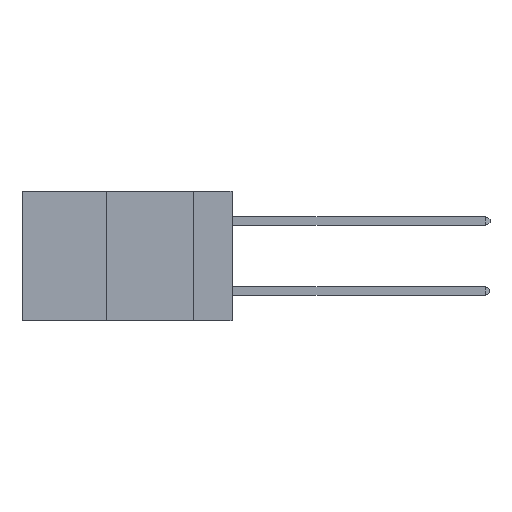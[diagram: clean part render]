
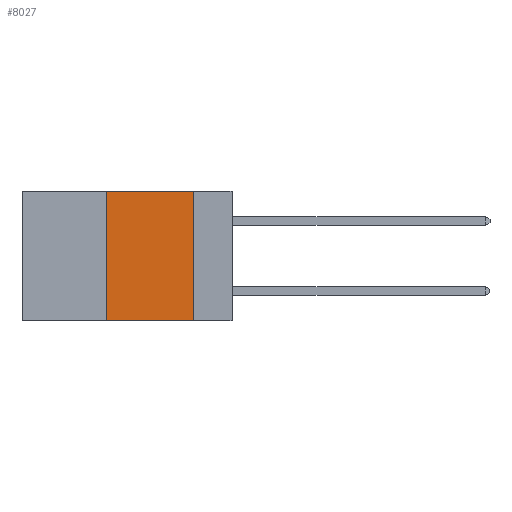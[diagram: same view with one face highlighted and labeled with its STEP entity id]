
A CAD part, left-side view. The second image highlights one B-rep face of the part: STEP entity #8027.
In plain terms, the highlighted planar face has unit normal (-1, 0, 0).
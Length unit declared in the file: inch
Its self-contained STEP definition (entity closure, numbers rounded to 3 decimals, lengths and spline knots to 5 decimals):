
#338 = CARTESIAN_POINT ( 'NONE',  ( 0., 0.11, -0.37 ) ) ;
#415 = CARTESIAN_POINT ( 'NONE',  ( 0., 0.11, 0. ) ) ;
#499 = DIRECTION ( 'NONE',  ( 0., -1., 0. ) ) ;
#623 = VECTOR ( 'NONE', #1829, 39.37008 ) ;
#904 = CARTESIAN_POINT ( 'NONE',  ( 0., 0.6, 0. ) ) ;
#1337 = VERTEX_POINT ( 'NONE', #2113 ) ;
#1385 = DIRECTION ( 'NONE',  ( 0., 0., -1. ) ) ;
#1587 = LINE ( 'NONE', #415, #9715 ) ;
#1829 = DIRECTION ( 'NONE',  ( 0., -1., 0. ) ) ;
#2113 = CARTESIAN_POINT ( 'NONE',  ( 0., 0.11, 0. ) ) ;
#2198 = CARTESIAN_POINT ( 'NONE',  ( 0., 0.6, 0. ) ) ;
#2849 = CARTESIAN_POINT ( 'NONE',  ( 0., 0.36, 0. ) ) ;
#3063 = PLANE ( 'NONE',  #9234 ) ;
#3515 = EDGE_CURVE ( 'NONE', #1337, #4946, #1587, .T. ) ;
#3662 = ORIENTED_EDGE ( 'NONE', *, *, #3515, .F. ) ;
#3667 = FACE_OUTER_BOUND ( 'NONE', #6709, .T. ) ;
#3691 = CARTESIAN_POINT ( 'NONE',  ( 0., 0.36, -0.37 ) ) ;
#3973 = DIRECTION ( 'NONE',  ( 1., 0., 0. ) ) ;
#4116 = VERTEX_POINT ( 'NONE', #3691 ) ;
#4946 = VERTEX_POINT ( 'NONE', #338 ) ;
#5602 = DIRECTION ( 'NONE',  ( 0., 0., 1. ) ) ;
#5815 = ORIENTED_EDGE ( 'NONE', *, *, #7028, .F. ) ;
#6709 = EDGE_LOOP ( 'NONE', ( #3662, #5815, #7799, #9700 ) ) ;
#7028 = EDGE_CURVE ( 'NONE', #10037, #1337, #7214, .T. ) ;
#7098 = VECTOR ( 'NONE', #499, 39.37008 ) ;
#7140 = CARTESIAN_POINT ( 'NONE',  ( 0., 0.6, -0.37 ) ) ;
#7214 = LINE ( 'NONE', #904, #623 ) ;
#7799 = ORIENTED_EDGE ( 'NONE', *, *, #9633, .F. ) ;
#7993 = VECTOR ( 'NONE', #5602, 39.37008 ) ;
#8027 = ADVANCED_FACE ( 'NONE', ( #3667 ), #3063, .F. ) ;
#8099 = EDGE_CURVE ( 'NONE', #4116, #4946, #9032, .T. ) ;
#9032 = LINE ( 'NONE', #7140, #7098 ) ;
#9234 = AXIS2_PLACEMENT_3D ( 'NONE', #2198, #3973, #9237 ) ;
#9237 = DIRECTION ( 'NONE',  ( 0., 0., -1. ) ) ;
#9246 = CARTESIAN_POINT ( 'NONE',  ( 0., 0.36, 0. ) ) ;
#9633 = EDGE_CURVE ( 'NONE', #4116, #10037, #9907, .T. ) ;
#9700 = ORIENTED_EDGE ( 'NONE', *, *, #8099, .T. ) ;
#9715 = VECTOR ( 'NONE', #1385, 39.37008 ) ;
#9907 = LINE ( 'NONE', #9246, #7993 ) ;
#10037 = VERTEX_POINT ( 'NONE', #2849 ) ;
